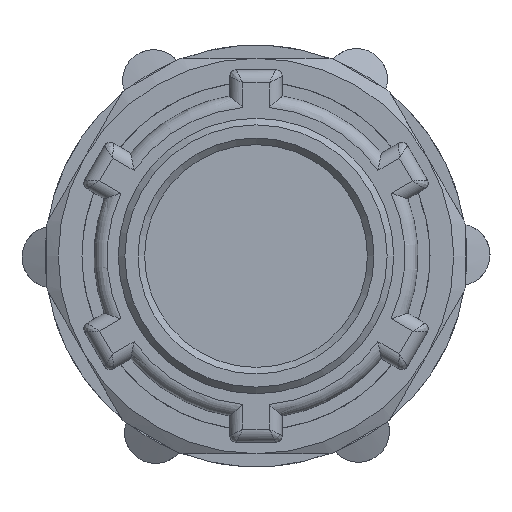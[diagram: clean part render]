
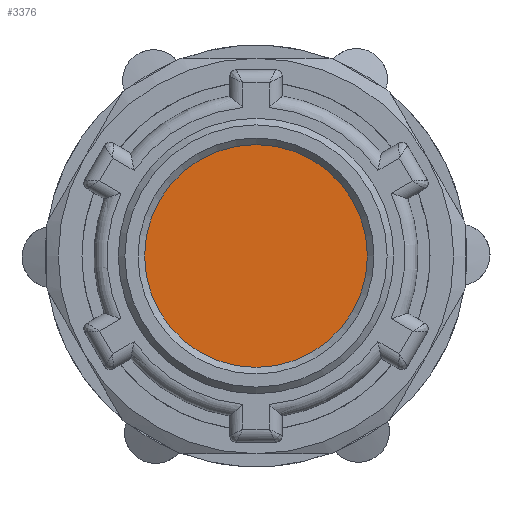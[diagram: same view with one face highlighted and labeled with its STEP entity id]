
A CAD part, front view. The second image highlights one B-rep face of the part: STEP entity #3376.
In plain terms, the highlighted planar face has unit normal (0, -1, 0).
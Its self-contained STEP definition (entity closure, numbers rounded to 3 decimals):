
#281=FACE_OUTER_BOUND('',#490,.T.);
#490=EDGE_LOOP('',(#2116));
#710=CIRCLE('',#3615,8.45);
#1313=VERTEX_POINT('',#4972);
#1615=EDGE_CURVE('',#1313,#1313,#710,.T.);
#2116=ORIENTED_EDGE('',*,*,#1615,.T.);
#3094=PLANE('',#3614);
#3376=ADVANCED_FACE('',(#281),#3094,.F.);
#3614=AXIS2_PLACEMENT_3D('',#4971,#4009,#4010);
#3615=AXIS2_PLACEMENT_3D('',#4973,#4011,#4012);
#4009=DIRECTION('center_axis',(0.,1.,0.));
#4010=DIRECTION('ref_axis',(0.,0.,1.));
#4011=DIRECTION('center_axis',(0.,-1.,0.));
#4012=DIRECTION('ref_axis',(0.,0.,
1.));
#4971=CARTESIAN_POINT('Origin',(-9.868,-7.62,0.));
#4972=CARTESIAN_POINT('',(-9.868,-7.62,-8.45));
#4973=CARTESIAN_POINT('Origin',(-9.868,-7.62,0.));
